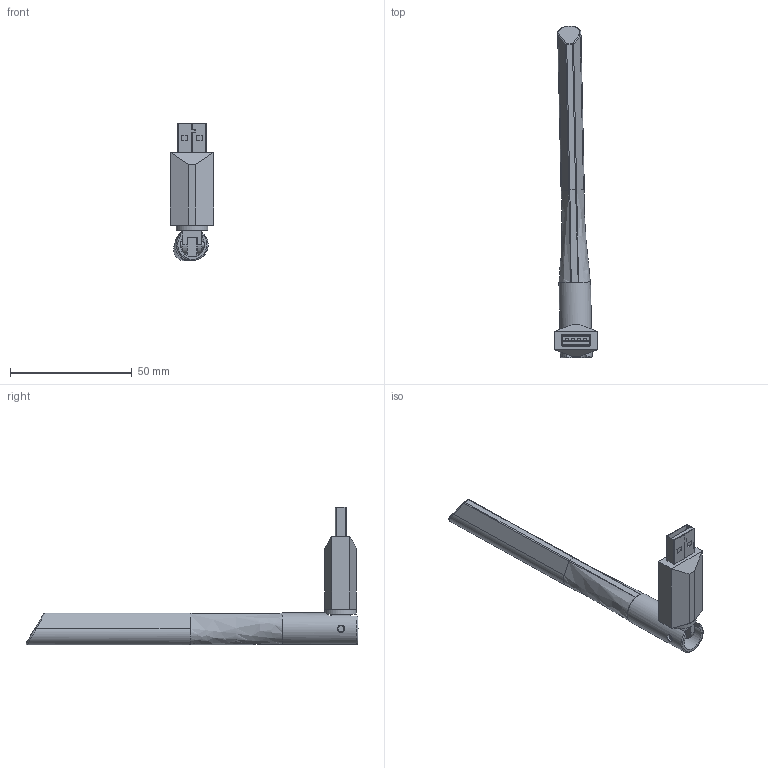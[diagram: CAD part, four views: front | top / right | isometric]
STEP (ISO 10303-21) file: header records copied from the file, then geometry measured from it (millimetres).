
FILE_DESCRIPTION(/* description */ ('STEP AP242','CAx-IF Rec.Pracs.---Representation and Presentation of Product Manufacturing Information (PMI)---4.0---2014-10-13','CAx-IF Rec.Pracs.---3D Tessellated Geometry---0.4---2014-09-14','2;1'),/* implementation_level */ '2;1');
FILE_NAME(/* name */ '622a4f7f2590891eedc4ba0a',/* time_stamp */ '2022-03-10T19:20:32+00:00',/* author */ (''),/* organization */ (''),/* preprocessor_version */ 'ST-DEVELOPER v18.101',/* originating_system */ ' ',/* authorisation */ ' ');
FILE_SCHEMA (('AP242_MANAGED_MODEL_BASED_3D_ENGINEERING_MIM_LF { 1 0 10303 442 1 1 4 }'));
Length unit declared in the file: metre
Products named in the file (12): WiFi Antenna; Middle; Bottom; Top; Body; Rotational Piece; 3. Part3_1; 2. Part2; 4. Part4; 3.1 Part3.1_1; 3.1 Part3.1; 3. Part3
Assembly tree (11 placements, depth 2):
  WiFi Antenna
    Middle
    Bottom
    Top
    Body
    Rotational Piece
    3. Part3_1
    2. Part2
    4. Part4
    3.1 Part3.1_1
    3.1 Part3.1
    3. Part3
Bounding box: 18 x 136.53 x 56.67 mm (x, y, z)
Volume: 18333.5 mm3; surface area: 11194.1 mm2
Topology: 11 solids, 11 shells, 391 faces, 927 edges, 546 vertices
Faces by surface type: plane 234, cylinder 140, sphere 12, bspline 4, torus 1
Full cylindrical faces by diameter (mm): 0.35 x4, 2.5 x2, 3 x2, 10 x1, 13 x2
Entity records: 11427 total; most frequent: CARTESIAN_POINT 2144, DIRECTION 1918, ORIENTED_EDGE 1800, EDGE_CURVE 900, LINE 640, VECTOR 640, AXIS2_PLACEMENT_3D 639, VERTEX_POINT 542
